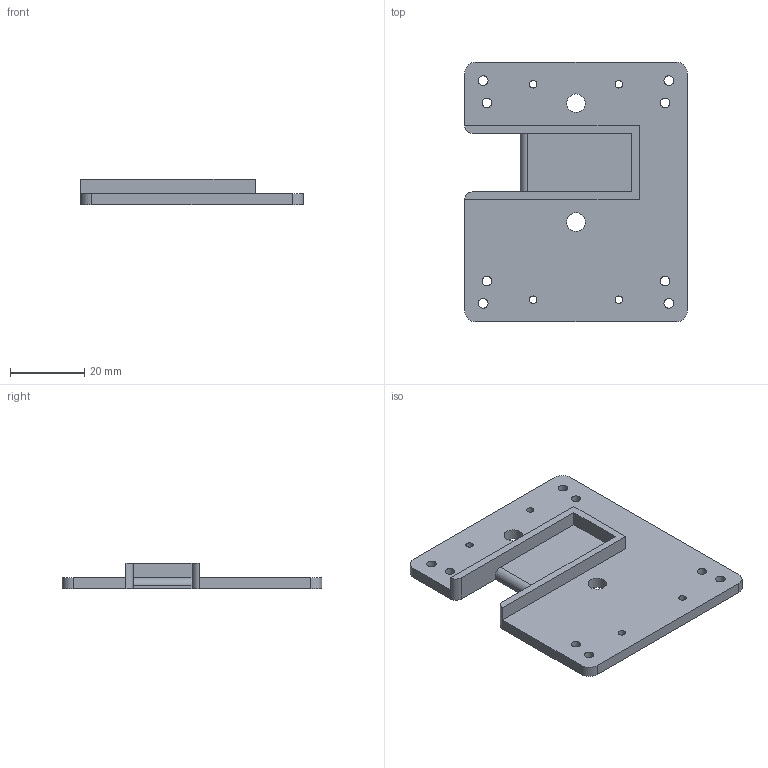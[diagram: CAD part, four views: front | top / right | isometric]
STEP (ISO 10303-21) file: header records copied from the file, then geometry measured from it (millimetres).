
FILE_DESCRIPTION(/* description */ (''),/* implementation_level */ '2;1');
FILE_NAME(/* name */ 'ThirdPlate.stp',/* time_stamp */ '2024-03-10T19:35:42+09:00',/* author */ ('Hanaoka'),/* organization */ (''),/* preprocessor_version */ 'ST-DEVELOPER v20',/* originating_system */ 'Autodesk Inventor 2024',/* authorisation */ '');
FILE_SCHEMA (('AUTOMOTIVE_DESIGN { 1 0 10303 214 3 1 1 }'));
Length unit declared in the file: millimetre
Products named in the file (1): ThirdPlate
Bounding box: 60 x 70 x 7 mm (x, y, z)
Volume: 12435.7 mm3; surface area: 9809.3 mm2
Topology: 1 solids, 1 shells, 37 faces, 103 edges, 68 vertices
Faces by surface type: cylinder 21, plane 16
Full cylindrical faces by diameter (mm): 2 x4, 2.6 x8, 5 x2
Entity records: 1302 total; most frequent: DIRECTION 221, CARTESIAN_POINT 209, ORIENTED_EDGE 206, EDGE_CURVE 103, AXIS2_PLACEMENT_3D 80, VERTEX_POINT 68, EDGE_LOOP 65, LINE 61
